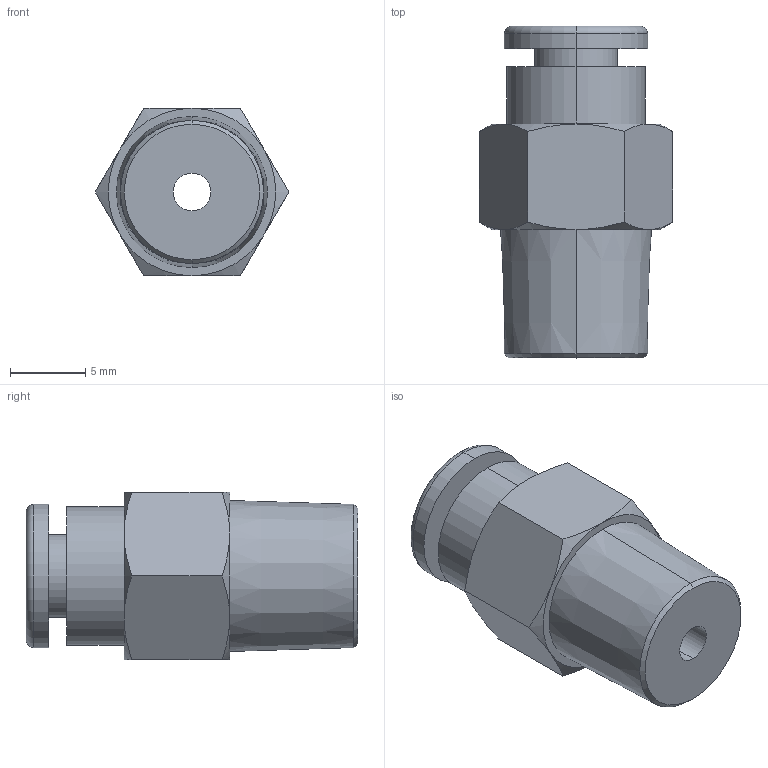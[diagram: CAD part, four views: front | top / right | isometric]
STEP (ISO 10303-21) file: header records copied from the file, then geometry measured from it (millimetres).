
FILE_DESCRIPTION (( 'STEP AP203' ), '1' );
FILE_NAME ('KQ2H03-34S.step.step', '2010-12-01T20:15:53', ( 'sysAdmin' ), ( 'SolidWorks' ), 'SwSTEP 2.0', 'SolidWorks 2011', '' );
FILE_SCHEMA (( 'CONFIG_CONTROL_DESIGN' ));
Length unit declared in the file: millimetre
Products named in the file (2): KQ2H03-34S.step_KQ2H_03-34; KQ2H03-34S.step
Assembly tree (1 placements, depth 2):
  KQ2H03-34S.step
    KQ2H03-34S.step_KQ2H_03-34
Bounding box: 12.83 x 22 x 11.11 mm (x, y, z)
Volume: 1535.9 mm3; surface area: 1218.8 mm2
Topology: 1 solids, 1 shells, 43 faces, 90 edges, 54 vertices
Faces by surface type: cone 16, plane 13, cylinder 10, torus 4
Entity records: 1418 total; most frequent: CARTESIAN_POINT 311, DIRECTION 206, ORIENTED_EDGE 180, AXIS2_PLACEMENT_3D 93, EDGE_CURVE 90, VERTEX_POINT 54, EDGE_LOOP 50, CIRCLE 46
